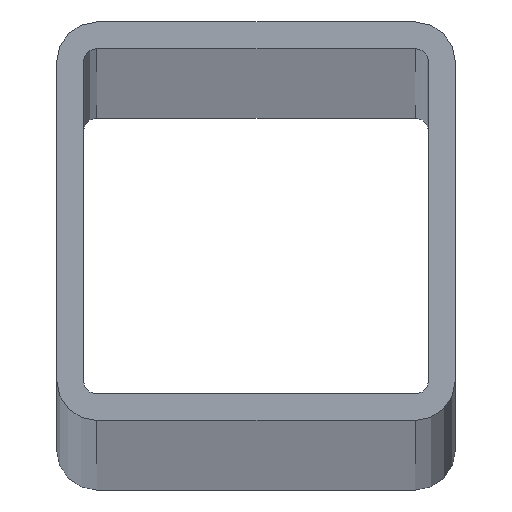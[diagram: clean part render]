
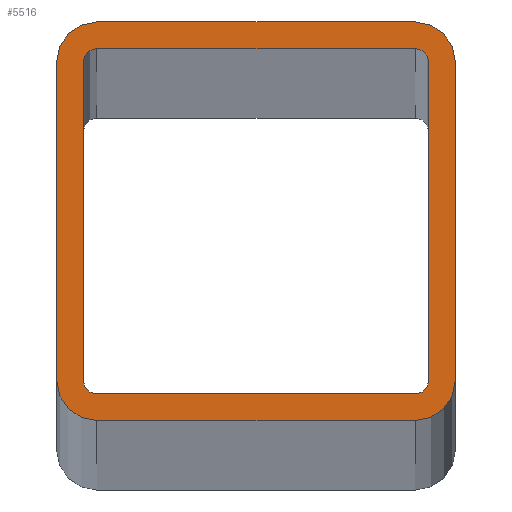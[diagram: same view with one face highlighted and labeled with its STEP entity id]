
A CAD part, top view. The second image highlights one B-rep face of the part: STEP entity #5516.
In plain terms, the highlighted planar face has unit normal (0, 0, 1).
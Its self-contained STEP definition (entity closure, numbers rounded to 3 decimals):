
#354 = DIRECTION ( 'NONE',  ( 0., 0., 1. ) ) ;
#434 = DIRECTION ( 'NONE',  ( -1., 0., 0. ) ) ;
#490 = EDGE_CURVE ( 'NONE', #9276, #1142, #5096, .T. ) ;
#508 = CARTESIAN_POINT ( 'NONE',  ( 12., 13., 1500. ) ) ;
#653 = AXIS2_PLACEMENT_3D ( 'NONE', #16876, #4960, #14253 ) ;
#710 = VECTOR ( 'NONE', #11544, 1000. ) ;
#713 = EDGE_CURVE ( 'NONE', #8770, #10554, #2607, .T. ) ;
#768 = CARTESIAN_POINT ( 'NONE',  ( -15., 12., 1500. ) ) ;
#1102 = FACE_BOUND ( 'NONE', #4921, .T. ) ;
#1142 = VERTEX_POINT ( 'NONE', #1306 ) ;
#1245 = AXIS2_PLACEMENT_3D ( 'NONE', #1471, #10896, #9376 ) ;
#1306 = CARTESIAN_POINT ( 'NONE',  ( 15., -12., 1500. ) ) ;
#1471 = CARTESIAN_POINT ( 'NONE',  ( 12., -12., 1500. ) ) ;
#1565 = VECTOR ( 'NONE', #8548, 1000. ) ;
#1636 = EDGE_CURVE ( 'NONE', #7686, #8513, #8235, .T. ) ;
#1638 = DIRECTION ( 'NONE',  ( 0., 0., 1. ) ) ;
#1656 = VERTEX_POINT ( 'NONE', #15242 ) ;
#1738 = EDGE_CURVE ( 'NONE', #13299, #3342, #12400, .T. ) ;
#1905 = CIRCLE ( 'NONE', #5893, 3. ) ;
#2167 = EDGE_CURVE ( 'NONE', #1142, #1656, #7165, .T. ) ;
#2249 = DIRECTION ( 'NONE',  ( 0., 0., 1. ) ) ;
#2327 = AXIS2_PLACEMENT_3D ( 'NONE', #8344, #354, #9663 ) ;
#2330 = CIRCLE ( 'NONE', #7751, 1. ) ;
#2455 = EDGE_CURVE ( 'NONE', #14714, #9276, #9043, .T. ) ;
#2607 = CIRCLE ( 'NONE', #14356, 3. ) ;
#2665 = CIRCLE ( 'NONE', #1245, 1. ) ;
#2749 = CARTESIAN_POINT ( 'NONE',  ( -12., -13., 1500. ) ) ;
#3056 = DIRECTION ( 'NONE',  ( -1., 0., 0. ) ) ;
#3092 = LINE ( 'NONE', #11029, #12916 ) ;
#3228 = LINE ( 'NONE', #9187, #14087 ) ;
#3342 = VERTEX_POINT ( 'NONE', #508 ) ;
#3385 = ORIENTED_EDGE ( 'NONE', *, *, #17142, .F. ) ;
#3409 = CARTESIAN_POINT ( 'NONE',  ( -13., -12., 1500. ) ) ;
#3594 = CARTESIAN_POINT ( 'NONE',  ( 13., 12., 1500. ) ) ;
#3671 = EDGE_CURVE ( 'NONE', #10744, #13299, #14267, .T. ) ;
#3704 = LINE ( 'NONE', #5798, #10599 ) ;
#4086 = DIRECTION ( 'NONE',  ( 0., 0., 1. ) ) ;
#4166 = CARTESIAN_POINT ( 'NONE',  ( 13., 12., 1500. ) ) ;
#4223 = DIRECTION ( 'NONE',  ( 0., 0., 1. ) ) ;
#4333 = CIRCLE ( 'NONE', #15855, 1. ) ;
#4507 = ORIENTED_EDGE ( 'NONE', *, *, #7077, .T. ) ;
#4687 = ORIENTED_EDGE ( 'NONE', *, *, #1636, .F. ) ;
#4841 = ORIENTED_EDGE ( 'NONE', *, *, #9849, .F. ) ;
#4865 = CARTESIAN_POINT ( 'NONE',  ( 12., -13., 1500. ) ) ;
#4921 = EDGE_LOOP ( 'NONE', ( #4687, #5767, #4841, #13213, #6064, #9339, #12494, #3385 ) ) ;
#4960 = DIRECTION ( 'NONE',  ( 0., 0., 1. ) ) ;
#5096 = CIRCLE ( 'NONE', #10439, 3. ) ;
#5264 = ORIENTED_EDGE ( 'NONE', *, *, #13790, .T. ) ;
#5516 = ADVANCED_FACE ( 'NONE', ( #16319, #1102 ), #15526, .T. ) ;
#5760 = DIRECTION ( 'NONE',  ( 1., 0., 0. ) ) ;
#5767 = ORIENTED_EDGE ( 'NONE', *, *, #10410, .F. ) ;
#5798 = CARTESIAN_POINT ( 'NONE',  ( -12., 15., 1500. ) ) ;
#5893 = AXIS2_PLACEMENT_3D ( 'NONE', #13564, #4086, #13450 ) ;
#6064 = ORIENTED_EDGE ( 'NONE', *, *, #3671, .F. ) ;
#6126 = EDGE_CURVE ( 'NONE', #1656, #12501, #13604, .T. ) ;
#6177 = CARTESIAN_POINT ( 'NONE',  ( 15., 12., 1500. ) ) ;
#6624 = CARTESIAN_POINT ( 'NONE',  ( 13., -12., 1500. ) ) ;
#6674 = ORIENTED_EDGE ( 'NONE', *, *, #9592, .T. ) ;
#6678 = CARTESIAN_POINT ( 'NONE',  ( -12., -13., 1500. ) ) ;
#6857 = VERTEX_POINT ( 'NONE', #4865 ) ;
#6949 = VERTEX_POINT ( 'NONE', #15819 ) ;
#6979 = CARTESIAN_POINT ( 'NONE',  ( 12., -12., 1500. ) ) ;
#7011 = CARTESIAN_POINT ( 'NONE',  ( -12., 13., 1500. ) ) ;
#7077 = EDGE_CURVE ( 'NONE', #6949, #14714, #1905, .T. ) ;
#7165 = LINE ( 'NONE', #6177, #15290 ) ;
#7617 = DIRECTION ( 'NONE',  ( 1., 0., 0. ) ) ;
#7686 = VERTEX_POINT ( 'NONE', #10214 ) ;
#7751 = AXIS2_PLACEMENT_3D ( 'NONE', #11041, #4223, #3056 ) ;
#7785 = VERTEX_POINT ( 'NONE', #2749 ) ;
#7796 = DIRECTION ( 'NONE',  ( 0., 0., 1. ) ) ;
#8235 = LINE ( 'NONE', #16423, #1565 ) ;
#8328 = DIRECTION ( 'NONE',  ( -1., 0., 0. ) ) ;
#8344 = CARTESIAN_POINT ( 'NONE',  ( 12., 12., 1500. ) ) ;
#8346 = DIRECTION ( 'NONE',  ( 0., 0., 1. ) ) ;
#8450 = DIRECTION ( 'NONE',  ( -1., 0., 0. ) ) ;
#8513 = VERTEX_POINT ( 'NONE', #3409 ) ;
#8548 = DIRECTION ( 'NONE',  ( 0., -1., 0. ) ) ;
#8630 = VECTOR ( 'NONE', #5760, 1000. ) ;
#8770 = VERTEX_POINT ( 'NONE', #14536 ) ;
#8937 = ORIENTED_EDGE ( 'NONE', *, *, #490, .T. ) ;
#9006 = CARTESIAN_POINT ( 'NONE',  ( 12., 12., 1500. ) ) ;
#9007 = VERTEX_POINT ( 'NONE', #7011 ) ;
#9043 = LINE ( 'NONE', #9612, #8630 ) ;
#9187 = CARTESIAN_POINT ( 'NONE',  ( -15., 12., 1500. ) ) ;
#9276 = VERTEX_POINT ( 'NONE', #13020 ) ;
#9300 = VECTOR ( 'NONE', #9757, 1000. ) ;
#9339 = ORIENTED_EDGE ( 'NONE', *, *, #10189, .F. ) ;
#9376 = DIRECTION ( 'NONE',  ( -1., 0., 0. ) ) ;
#9592 = EDGE_CURVE ( 'NONE', #12501, #8770, #3704, .T. ) ;
#9612 = CARTESIAN_POINT ( 'NONE',  ( -12., -15., 1500. ) ) ;
#9663 = DIRECTION ( 'NONE',  ( 1., 0., 0. ) ) ;
#9713 = LINE ( 'NONE', #6678, #9300 ) ;
#9757 = DIRECTION ( 'NONE',  ( 1., 0., 0. ) ) ;
#9849 = EDGE_CURVE ( 'NONE', #3342, #9007, #3092, .T. ) ;
#10015 = CARTESIAN_POINT ( 'NONE',  ( -12., -15., 1500. ) ) ;
#10189 = EDGE_CURVE ( 'NONE', #6857, #10744, #2665, .T. ) ;
#10214 = CARTESIAN_POINT ( 'NONE',  ( -13., 12., 1500. ) ) ;
#10224 = CARTESIAN_POINT ( 'NONE',  ( -12., 12., 1500. ) ) ;
#10410 = EDGE_CURVE ( 'NONE', #9007, #7686, #4333, .T. ) ;
#10439 = AXIS2_PLACEMENT_3D ( 'NONE', #6979, #1638, #8328 ) ;
#10554 = VERTEX_POINT ( 'NONE', #768 ) ;
#10599 = VECTOR ( 'NONE', #8450, 1000. ) ;
#10638 = ORIENTED_EDGE ( 'NONE', *, *, #713, .T. ) ;
#10744 = VERTEX_POINT ( 'NONE', #6624 ) ;
#10896 = DIRECTION ( 'NONE',  ( 0., 0., 1. ) ) ;
#11029 = CARTESIAN_POINT ( 'NONE',  ( -12., 13., 1500. ) ) ;
#11041 = CARTESIAN_POINT ( 'NONE',  ( -12., -12., 1500. ) ) ;
#11544 = DIRECTION ( 'NONE',  ( 0., 1., 0. ) ) ;
#11834 = DIRECTION ( 'NONE',  ( 0., -1., 0. ) ) ;
#12118 = EDGE_CURVE ( 'NONE', #7785, #6857, #9713, .T. ) ;
#12400 = CIRCLE ( 'NONE', #15144, 1. ) ;
#12494 = ORIENTED_EDGE ( 'NONE', *, *, #12118, .F. ) ;
#12501 = VERTEX_POINT ( 'NONE', #13961 ) ;
#12916 = VECTOR ( 'NONE', #434, 1000. ) ;
#12999 = ORIENTED_EDGE ( 'NONE', *, *, #6126, .T. ) ;
#13020 = CARTESIAN_POINT ( 'NONE',  ( 12., -15., 1500. ) ) ;
#13110 = ORIENTED_EDGE ( 'NONE', *, *, #2167, .T. ) ;
#13213 = ORIENTED_EDGE ( 'NONE', *, *, #1738, .F. ) ;
#13222 = ORIENTED_EDGE ( 'NONE', *, *, #2455, .T. ) ;
#13299 = VERTEX_POINT ( 'NONE', #4166 ) ;
#13450 = DIRECTION ( 'NONE',  ( -1., 0., 0. ) ) ;
#13564 = CARTESIAN_POINT ( 'NONE',  ( -12., -12., 1500. ) ) ;
#13604 = CIRCLE ( 'NONE', #2327, 3. ) ;
#13790 = EDGE_CURVE ( 'NONE', #10554, #6949, #3228, .T. ) ;
#13961 = CARTESIAN_POINT ( 'NONE',  ( 12., 15., 1500. ) ) ;
#14087 = VECTOR ( 'NONE', #11834, 1000. ) ;
#14253 = DIRECTION ( 'NONE',  ( 1., 0., 0. ) ) ;
#14254 = DIRECTION ( 'NONE',  ( 1., 0., 0. ) ) ;
#14267 = LINE ( 'NONE', #3594, #710 ) ;
#14356 = AXIS2_PLACEMENT_3D ( 'NONE', #10224, #2249, #7617 ) ;
#14536 = CARTESIAN_POINT ( 'NONE',  ( -12., 15., 1500. ) ) ;
#14714 = VERTEX_POINT ( 'NONE', #10015 ) ;
#14970 = CARTESIAN_POINT ( 'NONE',  ( -12., 12., 1500. ) ) ;
#15144 = AXIS2_PLACEMENT_3D ( 'NONE', #9006, #7796, #14254 ) ;
#15242 = CARTESIAN_POINT ( 'NONE',  ( 15., 12., 1500. ) ) ;
#15290 = VECTOR ( 'NONE', #15504, 1000. ) ;
#15439 = EDGE_LOOP ( 'NONE', ( #12999, #6674, #10638, #5264, #4507, #13222, #8937, #13110 ) ) ;
#15504 = DIRECTION ( 'NONE',  ( 0., 1., 0. ) ) ;
#15526 = PLANE ( 'NONE',  #653 ) ;
#15819 = CARTESIAN_POINT ( 'NONE',  ( -15., -12., 1500. ) ) ;
#15855 = AXIS2_PLACEMENT_3D ( 'NONE', #14970, #8346, #16384 ) ;
#16319 = FACE_OUTER_BOUND ( 'NONE', #15439, .T. ) ;
#16384 = DIRECTION ( 'NONE',  ( 1., 0., 0. ) ) ;
#16423 = CARTESIAN_POINT ( 'NONE',  ( -13., 12., 1500. ) ) ;
#16876 = CARTESIAN_POINT ( 'NONE',  ( 12., 12., 1500. ) ) ;
#17142 = EDGE_CURVE ( 'NONE', #8513, #7785, #2330, .T. ) ;
